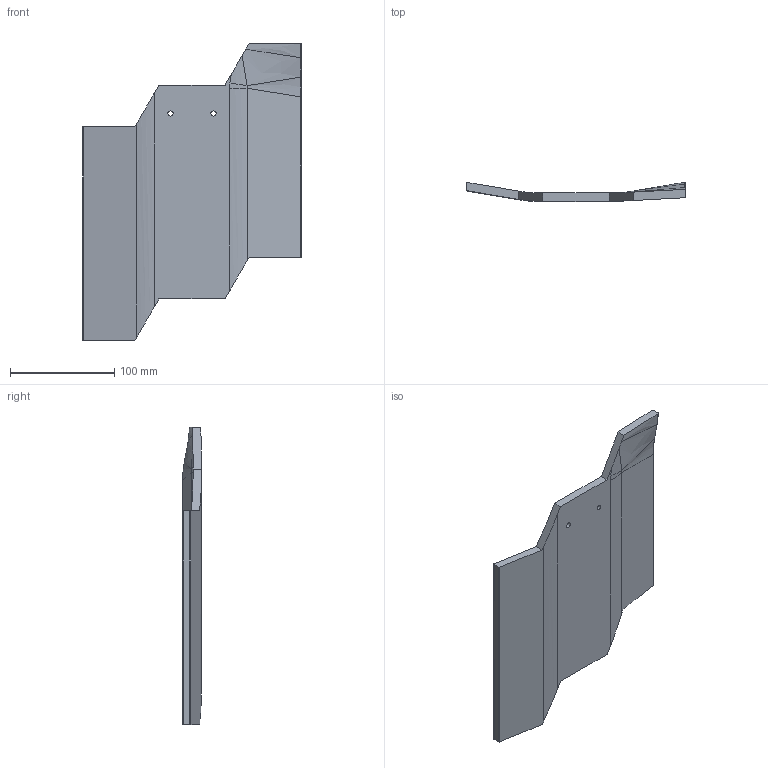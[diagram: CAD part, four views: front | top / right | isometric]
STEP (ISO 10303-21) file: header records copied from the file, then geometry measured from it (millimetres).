
FILE_DESCRIPTION(/* description */ (''),/* implementation_level */ '2;1');
FILE_NAME(/* name */ 'bridge.stp',/* time_stamp */ '2026-02-07T17:11:03-08:00',/* author */ ('devan'),/* organization */ (''),/* preprocessor_version */ 'ST-DEVELOPER v20.1',/* originating_system */ 'Autodesk Inventor 2026',/* authorisation */ '');
FILE_SCHEMA (('AUTOMOTIVE_DESIGN { 1 0 10303 214 3 1 1 }'));
Length unit declared in the file: millimetre
Products named in the file (1): 32
Bounding box: 209.55 x 17.98 x 285 mm (x, y, z)
Volume: 343064.5 mm3; surface area: 93717.2 mm2
Topology: 1 solids, 1 shells, 46 faces, 120 edges, 76 vertices
Faces by surface type: plane 18, bspline 16, cylinder 10, cone 2
Full cylindrical faces by diameter (mm): 5 x2
Entity records: 1783 total; most frequent: CARTESIAN_POINT 699, ORIENTED_EDGE 240, DIRECTION 174, EDGE_CURVE 120, VERTEX_POINT 76, AXIS2_PLACEMENT_3D 59, LINE 56, VECTOR 56
